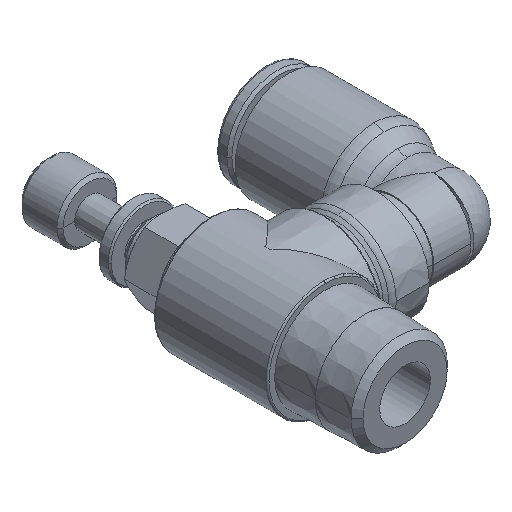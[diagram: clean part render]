
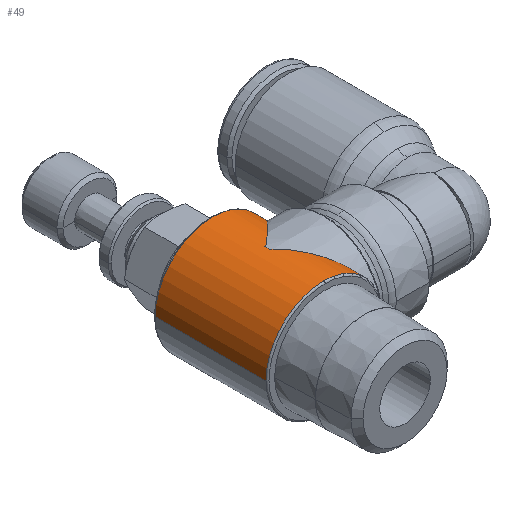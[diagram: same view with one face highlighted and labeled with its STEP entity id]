
A CAD part, isometric view. The second image highlights one B-rep face of the part: STEP entity #49.
In plain terms, the highlighted cylindrical face has radius 5.696 mm (diameter 11.393 mm), a partial arc.
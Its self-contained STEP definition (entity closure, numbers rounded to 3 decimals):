
#49=ADVANCED_FACE('',(#194),#195,.T.);
#194=FACE_OUTER_BOUND('',#489,.T.);
#195=CYLINDRICAL_SURFACE('',#490,5.696);
#489=EDGE_LOOP('',(#804,#805,#806,#807,#808,#809,#810,#811));
#490=AXIS2_PLACEMENT_3D('',#812,#813,#814);
#804=ORIENTED_EDGE('',*,*,#1913,.F.);
#805=ORIENTED_EDGE('',*,*,#1914,.T.);
#806=ORIENTED_EDGE('',*,*,#1915,.T.);
#807=ORIENTED_EDGE('',*,*,#1916,.T.);
#808=ORIENTED_EDGE('',*,*,#1917,.F.);
#809=ORIENTED_EDGE('',*,*,#1918,.T.);
#810=ORIENTED_EDGE('',*,*,#1919,.F.);
#811=ORIENTED_EDGE('',*,*,#1920,.F.);
#812=CARTESIAN_POINT('',(0.0,5.625,0.0));
#813=DIRECTION('',(0.0,1.0,0.0));
#814=DIRECTION('',(-1.0,0.0,0.0));
#1913=EDGE_CURVE('',#2273,#2274,#2275,.T.);
#1914=EDGE_CURVE('',#2273,#2276,#2277,.T.);
#1915=EDGE_CURVE('',#2276,#2278,#2279,.T.);
#1916=EDGE_CURVE('',#2278,#2280,#2281,.T.);
#1917=EDGE_CURVE('',#2282,#2280,#2283,.T.);
#1918=EDGE_CURVE('',#2282,#2284,#2285,.T.);
#1919=EDGE_CURVE('',#2286,#2284,#2287,.T.);
#1920=EDGE_CURVE('',#2274,#2286,#2288,.T.);
#2273=VERTEX_POINT('',#2844);
#2274=VERTEX_POINT('',#2845);
#2275=LINE('',#2846,#2847);
#2276=VERTEX_POINT('',#2848);
#2277=CIRCLE('',#2849,5.696);
#2278=VERTEX_POINT('',#2850);
#2279=CIRCLE('',#2851,5.696);
#2280=VERTEX_POINT('',#2852);
#2281=B_SPLINE_CURVE_WITH_KNOTS('',3,(#2853,#2854,#2855,#2856,#2857,#2858,#2859,#2860,#2861,#2862,#2863,#2864,#2865,#2866,#2867,#2868,#2869,#2870,#2871,#2872,#2873,#2874,#2875,#2876,#2877,#2878,#2879),.UNSPECIFIED.,.F.,.F.,(4,2,2,2,2,2,2,2,2,2,2,3,4),(-10.083,-8.904,-7.726,-6.548,-4.911,-3.274,-1.637,-0.818,-0.409,-0.205,-0.102,0.0,0.102),.UNSPECIFIED.);
#2282=VERTEX_POINT('',#2880);
#2283=CIRCLE('',#2881,5.702);
#2284=VERTEX_POINT('',#2882);
#2285=B_SPLINE_CURVE_WITH_KNOTS('',3,(#2883,#2884,#2885,#2886,#2887,#2888,#2889,#2890,#2891,#2892,#2893,#2894,#2895,#2896,#2897,#2898,#2899,#2900,#2901,#2902,#2903,#2904,#2905,#2906,#2907,#2908,#2909),.UNSPECIFIED.,.F.,.F.,(4,3,2,2,2,2,2,2,2,2,2,2,4),(-0.102,0.0,0.102,0.205,0.409,0.818,1.637,3.274,4.911,6.548,7.726,8.904,10.083),.UNSPECIFIED.);
#2286=VERTEX_POINT('',#2910);
#2287=CIRCLE('',#2911,5.696);
#2288=CIRCLE('',#2912,5.696);
#2844=CARTESIAN_POINT('',(-5.696,0.15,0.));
#2845=CARTESIAN_POINT('',(-5.696,11.1,0.));
#2846=CARTESIAN_POINT('',(-5.696,5.625,0.));
#2847=VECTOR('',#4352,1.0);
#2848=CARTESIAN_POINT('',(0.,0.15,5.696));
#2849=AXIS2_PLACEMENT_3D('',#4353,#4354,#4355);
#2850=CARTESIAN_POINT('',(5.554,0.151,1.264));
#2851=AXIS2_PLACEMENT_3D('',#4356,#4357,#4358);
#2852=CARTESIAN_POINT('',(0.,5.453,5.696));
#2853=CARTESIAN_POINT('',(5.574,0.131,1.173));
#2854=CARTESIAN_POINT('',(5.493,0.212,1.557));
#2855=CARTESIAN_POINT('',(5.373,0.332,1.93));
#2856=CARTESIAN_POINT('',(5.069,0.636,2.627));
#2857=CARTESIAN_POINT('',(4.885,0.819,2.952));
#2858=CARTESIAN_POINT('',(4.478,1.225,3.539));
#2859=CARTESIAN_POINT('',(4.255,1.448,3.801));
#2860=CARTESIAN_POINT('',(3.713,1.989,4.343));
#2861=CARTESIAN_POINT('',(3.369,2.333,4.612));
#2862=CARTESIAN_POINT('',(2.663,3.036,5.053));
#2863=CARTESIAN_POINT('',(2.301,3.396,5.224));
#2864=CARTESIAN_POINT('',(1.607,4.084,5.477));
#2865=CARTESIAN_POINT('',(1.265,4.422,5.563));
#2866=CARTESIAN_POINT('',(0.798,4.874,5.642));
#2867=CARTESIAN_POINT('',(0.649,5.016,5.661));
#2868=CARTESIAN_POINT('',(0.431,5.211,5.68));
#2869=CARTESIAN_POINT('',(0.36,5.272,5.685));
#2870=CARTESIAN_POINT('',(0.245,5.357,5.691));
#2871=CARTESIAN_POINT('',(0.206,5.383,5.693));
#2872=CARTESIAN_POINT('',(0.14,5.419,5.695));
#2873=CARTESIAN_POINT('',(0.116,5.43,5.695));
#2874=CARTESIAN_POINT('',(0.064,5.447,5.696));
#2875=CARTESIAN_POINT('',(0.035,5.453,5.696));
#2876=CARTESIAN_POINT('',(0.001,5.453,5.696));
#2877=CARTESIAN_POINT('',(-0.033,5.453,5.696));
#2878=CARTESIAN_POINT('',(-0.062,5.447,5.696));
#2879=CARTESIAN_POINT('',(-0.088,5.438,5.696));
#2880=CARTESIAN_POINT('',(0.,5.967,5.696));
#2881=AXIS2_PLACEMENT_3D('',#4359,#4360,#4361);
#2882=CARTESIAN_POINT('',(5.385,11.1,1.858));
#2883=CARTESIAN_POINT('',(-0.088,5.982,5.696));
#2884=CARTESIAN_POINT('',(-0.062,5.973,5.696));
#2885=CARTESIAN_POINT('',(-0.033,5.967,5.696));
#2886=CARTESIAN_POINT('',(0.001,5.967,5.696));
#2887=CARTESIAN_POINT('',(0.035,5.967,5.696));
#2888=CARTESIAN_POINT('',(0.064,5.973,5.696));
#2889=CARTESIAN_POINT('',(0.116,5.99,5.695));
#2890=CARTESIAN_POINT('',(0.14,6.001,5.695));
#2891=CARTESIAN_POINT('',(0.206,6.037,5.693));
#2892=CARTESIAN_POINT('',(0.245,6.063,5.691));
#2893=CARTESIAN_POINT('',(0.36,6.148,5.685));
#2894=CARTESIAN_POINT('',(0.431,6.209,5.68));
#2895=CARTESIAN_POINT('',(0.649,6.404,5.661));
#2896=CARTESIAN_POINT('',(0.798,6.546,5.642));
#2897=CARTESIAN_POINT('',(1.265,6.998,5.563));
#2898=CARTESIAN_POINT('',(1.607,7.336,5.477));
#2899=CARTESIAN_POINT('',(2.301,8.024,5.224));
#2900=CARTESIAN_POINT('',(2.663,8.384,5.053));
#2901=CARTESIAN_POINT('',(3.369,9.087,4.612));
#2902=CARTESIAN_POINT('',(3.713,9.431,4.343));
#2903=CARTESIAN_POINT('',(4.255,9.972,3.801));
#2904=CARTESIAN_POINT('',(4.478,10.195,3.539));
#2905=CARTESIAN_POINT('',(4.885,10.601,2.952));
#2906=CARTESIAN_POINT('',(5.069,10.784,2.627));
#2907=CARTESIAN_POINT('',(5.373,11.088,1.93));
#2908=CARTESIAN_POINT('',(5.493,11.208,1.557));
#2909=CARTESIAN_POINT('',(5.574,11.289,1.173));
#2910=CARTESIAN_POINT('',(0.,11.1,5.696));
#2911=AXIS2_PLACEMENT_3D('',#4362,#4363,#4364);
#2912=AXIS2_PLACEMENT_3D('',#4365,#4366,#4367);
#4352=DIRECTION('',(0.0,1.0,0.0));
#4353=CARTESIAN_POINT('',(0.0,0.15,0.0));
#4354=DIRECTION('',(0.0,1.0,0.0));
#4355=DIRECTION('',(-1.0,0.0,0.0));
#4356=CARTESIAN_POINT('',(0.0,0.15,0.0));
#4357=DIRECTION('',(0.0,1.0,0.0));
#4358=DIRECTION('',(-1.0,0.0,0.0));
#4359=CARTESIAN_POINT('',(0.,5.71,0.0));
#4360=DIRECTION('',(1.0,0.0,0.0));
#4361=DIRECTION('',(0.0,-1.0,0.0));
#4362=CARTESIAN_POINT('',(0.0,11.1,0.0));
#4363=DIRECTION('',(0.0,1.0,0.0));
#4364=DIRECTION('',(-1.0,0.0,0.0));
#4365=CARTESIAN_POINT('',(0.0,11.1,0.0));
#4366=DIRECTION('',(0.0,1.0,0.0));
#4367=DIRECTION('',(-1.0,0.0,0.0));
